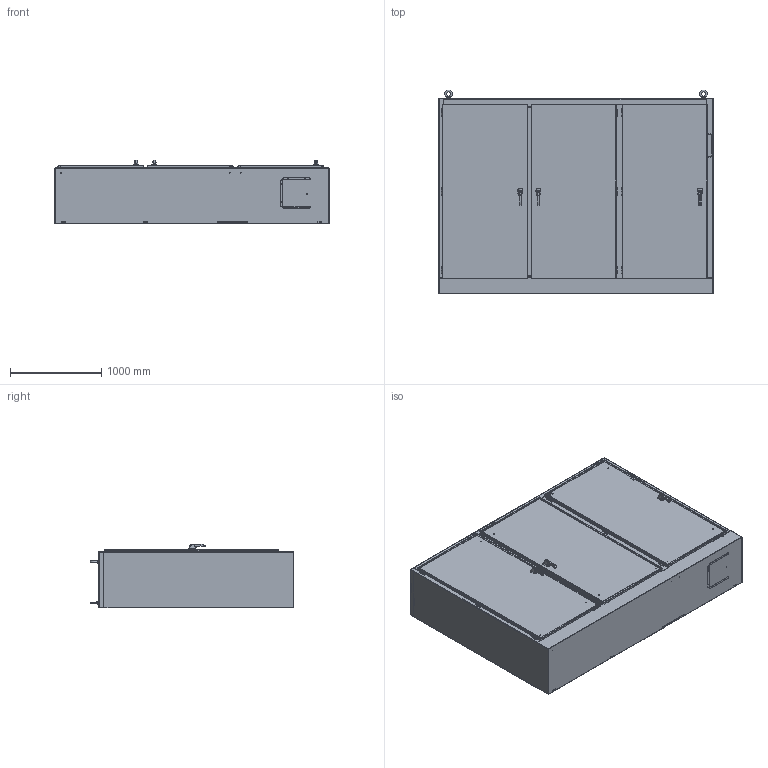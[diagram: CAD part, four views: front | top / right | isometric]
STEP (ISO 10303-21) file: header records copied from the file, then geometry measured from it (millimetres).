
FILE_DESCRIPTION (( 'STEP AP214' ), '1' );
FILE_NAME ('3UHD8411924FTC.STEP', '2019-08-15T18:50:08', ( '' ), ( '' ), 'SwSTEP 2.0', 'SolidWorks 2018', '' );
FILE_SCHEMA (( 'AUTOMOTIVE_DESIGN' ));
Length unit declared in the file: inch
Products named in the file (1): 3UHD8411924FTC
Bounding box: 3003.55 x 2230.04 x 697.6 mm (x, y, z)
Volume: 79571947.1 mm3; surface area: 58368602.7 mm2
Topology: 310 solids, 310 shells, 4344 faces, 10363 edges, 6703 vertices
Faces by surface type: plane 2654, cylinder 1217, bspline 249, cone 206, torus 18
Full cylindrical faces by diameter (mm): 3.68 x2, 3.967 x2, 4.249 x3, 4.394 x3, 4.75 x5, 4.775 x4, 4.928 x1, 4.976 x19, 4.978 x3, 5.105 x6, 5.461 x4, 5.563 x2, 5.893 x3, 5.918 x3, 6.248 x13, 6.325 x1, 6.35 x51, 6.477 x3, 6.528 x12, 6.731 x1, 6.756 x7, 6.985 x2, 7.112 x12, 7.137 x24, 7.163 x2, 7.366 x2, 7.442 x6, 7.805 x17, 7.937 x6, 7.95 x24
Entity records: 212451 total; most frequent: CARTESIAN_POINT 57203, ORIENTED_EDGE 19146, DIRECTION 19109, EDGE_CURVE 9573, VERTEX_POINT 6657, AXIS2_PLACEMENT_3D 6636, VECTOR 5837, LINE 5837
